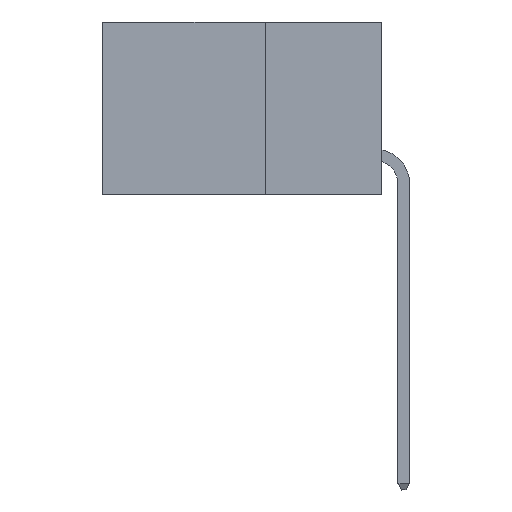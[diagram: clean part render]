
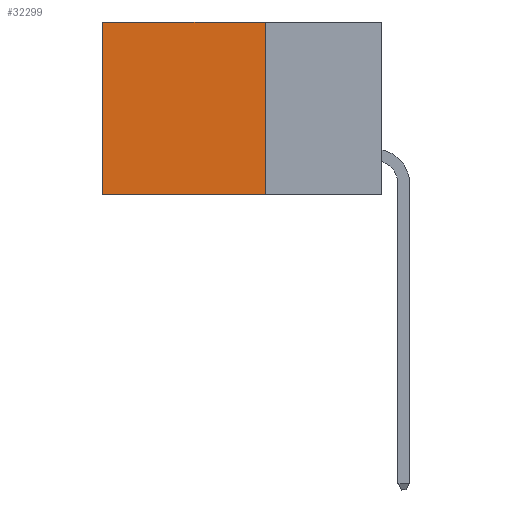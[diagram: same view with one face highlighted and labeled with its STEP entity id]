
A CAD part, left-side view. The second image highlights one B-rep face of the part: STEP entity #32299.
In plain terms, the highlighted planar face has unit normal (-1, 0, 0).
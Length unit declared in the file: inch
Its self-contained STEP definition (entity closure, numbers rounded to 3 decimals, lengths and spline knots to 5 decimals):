
#530 = VERTEX_POINT ( 'NONE', #42762 ) ;
#1587 = LINE ( 'NONE', #30311, #37769 ) ;
#2252 = CARTESIAN_POINT ( 'NONE',  ( 0.2875, 0.25, 0. ) ) ;
#2349 = ORIENTED_EDGE ( 'NONE', *, *, #45953, .F. ) ;
#4238 = DIRECTION ( 'NONE',  ( 1., 0., 0. ) ) ;
#6449 = EDGE_CURVE ( 'NONE', #43519, #21576, #26455, .T. ) ;
#12363 = ORIENTED_EDGE ( 'NONE', *, *, #6449, .T. ) ;
#12634 = EDGE_LOOP ( 'NONE', ( #21869, #13860, #2349, #12363 ) ) ;
#13860 = ORIENTED_EDGE ( 'NONE', *, *, #41710, .F. ) ;
#17712 = VECTOR ( 'NONE', #47686, 39.37008 ) ;
#21557 = VECTOR ( 'NONE', #36321, 39.37008 ) ;
#21576 = VERTEX_POINT ( 'NONE', #33765 ) ;
#21869 = ORIENTED_EDGE ( 'NONE', *, *, #34093, .T. ) ;
#22333 = VECTOR ( 'NONE', #43916, 39.37008 ) ;
#22388 = CARTESIAN_POINT ( 'NONE',  ( 0.2875, 0.25, 0. ) ) ;
#24806 = VERTEX_POINT ( 'NONE', #38387 ) ;
#25679 = CARTESIAN_POINT ( 'NONE',  ( 0.2875, 0.25, 0. ) ) ;
#26455 = LINE ( 'NONE', #28385, #22333 ) ;
#26480 = AXIS2_PLACEMENT_3D ( 'NONE', #22388, #4238, #38607 ) ;
#28385 = CARTESIAN_POINT ( 'NONE',  ( 0.2875, 0.25, 0. ) ) ;
#28483 = FACE_OUTER_BOUND ( 'NONE', #12634, .T. ) ;
#28912 = CARTESIAN_POINT ( 'NONE',  ( 0.2875, 0.25, -0.37 ) ) ;
#29691 = PLANE ( 'NONE',  #26480 ) ;
#30311 = CARTESIAN_POINT ( 'NONE',  ( 0.2875, 0.6, 0. ) ) ;
#32299 = ADVANCED_FACE ( 'NONE', ( #28483 ), #29691, .F. ) ;
#33765 = CARTESIAN_POINT ( 'NONE',  ( 0.2875, 0.6, 0. ) ) ;
#34093 = EDGE_CURVE ( 'NONE', #21576, #24806, #1587, .T. ) ;
#36321 = DIRECTION ( 'NONE',  ( 0., 0., -1. ) ) ;
#37769 = VECTOR ( 'NONE', #38169, 39.37008 ) ;
#38079 = LINE ( 'NONE', #2252, #21557 ) ;
#38169 = DIRECTION ( 'NONE',  ( 0., 0., -1. ) ) ;
#38387 = CARTESIAN_POINT ( 'NONE',  ( 0.2875, 0.6, -0.37 ) ) ;
#38607 = DIRECTION ( 'NONE',  ( 0., 0., -1. ) ) ;
#41372 = LINE ( 'NONE', #28912, #17712 ) ;
#41710 = EDGE_CURVE ( 'NONE', #530, #24806, #41372, .T. ) ;
#42762 = CARTESIAN_POINT ( 'NONE',  ( 0.2875, 0.25, -0.37 ) ) ;
#43519 = VERTEX_POINT ( 'NONE', #25679 ) ;
#43916 = DIRECTION ( 'NONE',  ( 0., 1., 0. ) ) ;
#45953 = EDGE_CURVE ( 'NONE', #43519, #530, #38079, .T. ) ;
#47686 = DIRECTION ( 'NONE',  ( 0., 1., 0. ) ) ;
